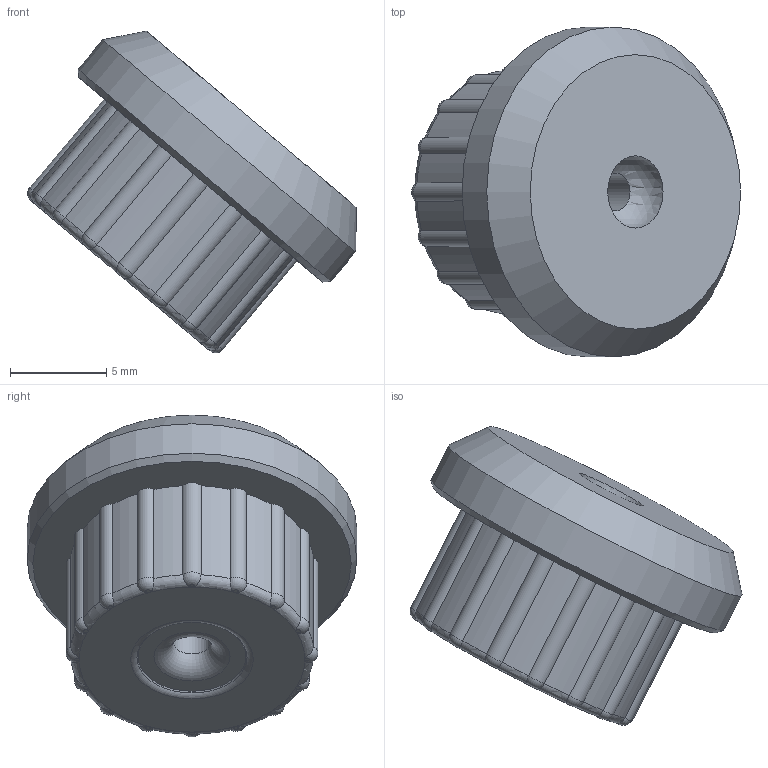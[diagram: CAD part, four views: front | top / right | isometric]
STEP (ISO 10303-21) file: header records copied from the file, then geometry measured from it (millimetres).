
FILE_DESCRIPTION(/* description */ ('STEP AP242','CAx-IF Rec.Pracs.---Representation and Presentation of Product Manufacturing Information (PMI)---4.0---2014-10-13','CAx-IF Rec.Pracs.---3D Tessellated Geometry---0.4---2014-09-14','2;1'),/* implementation_level */ '2;1');
FILE_NAME(/* name */ '67d7608083b1966b79e40df9',/* time_stamp */ '2025-03-16T23:36:33Z',/* author */ (''),/* organization */ (''),/* preprocessor_version */ 'ST-DEVELOPER v20',/* originating_system */ 'ONSHAPE BY PTC INC, 1.195',/* authorisation */ ' ');
FILE_SCHEMA (('AP242_MANAGED_MODEL_BASED_3D_ENGINEERING_MIM_LF { 1 0 10303 442 1 1 4 }'));
Length unit declared in the file: metre
Products named in the file (1): Static-3-to-3.5mm
Bounding box: 17.11 x 17.15 x 16.73 mm (x, y, z)
Volume: 1662.5 mm3; surface area: 943.3 mm2
Topology: 1 solids, 1 shells, 76 faces, 185 edges, 112 vertices
Faces by surface type: cylinder 34, torus 34, plane 4, cone 3, sphere 1
Full cylindrical faces by diameter (mm): 1.955 x1, 17.15 x1
Entity records: 2244 total; most frequent: CARTESIAN_POINT 483, DIRECTION 400, ORIENTED_EDGE 342, AXIS2_PLACEMENT_3D 184, EDGE_CURVE 171, VERTEX_POINT 107, CIRCLE 107, EDGE_LOOP 88
